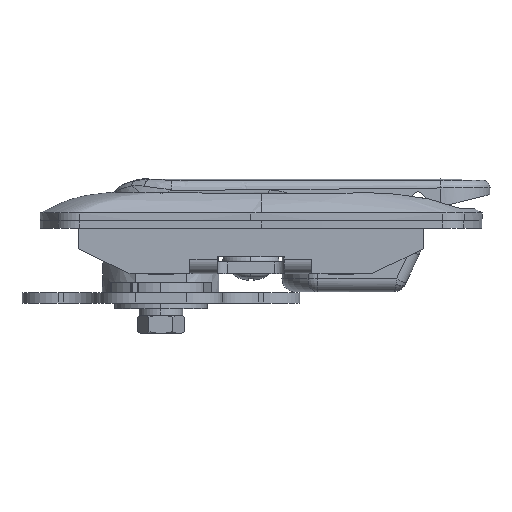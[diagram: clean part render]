
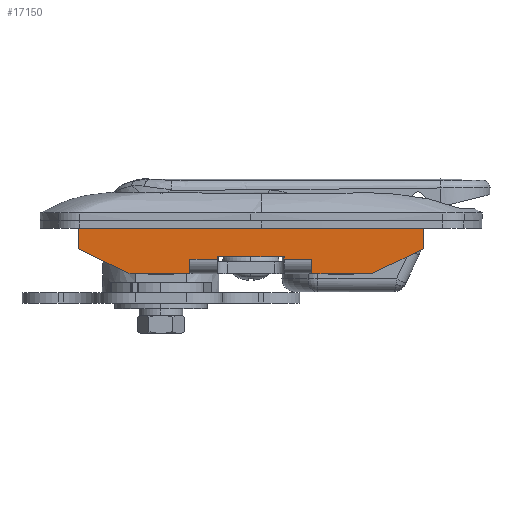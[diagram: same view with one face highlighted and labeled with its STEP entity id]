
A CAD part, left-side view. The second image highlights one B-rep face of the part: STEP entity #17150.
In plain terms, the highlighted face is planar.
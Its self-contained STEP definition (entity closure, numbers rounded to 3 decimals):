
#65 = DIRECTION ( 'NONE',  ( 0., -1., 0. ) ) ;
#70 = VERTEX_POINT ( 'NONE', #19444 ) ;
#309 = CARTESIAN_POINT ( 'NONE',  ( 14.3, -6.5, -3.3 ) ) ;
#530 = EDGE_CURVE ( 'NONE', #3111, #11934, #10632, .T. ) ;
#704 = ORIENTED_EDGE ( 'NONE', *, *, #5229, .T. ) ;
#723 = EDGE_CURVE ( 'NONE', #7909, #6504, #16787, .T. ) ;
#732 = CARTESIAN_POINT ( 'NONE',  ( 14.3, 6.5, -3.3 ) ) ;
#741 = CARTESIAN_POINT ( 'NONE',  ( 14.3, -6.5, -2.8 ) ) ;
#791 = ORIENTED_EDGE ( 'NONE', *, *, #1434, .T. ) ;
#832 = CARTESIAN_POINT ( 'NONE',  ( 14.3, -33.5, -8.8 ) ) ;
#991 = CARTESIAN_POINT ( 'NONE',  ( 14.3, -33.5, 0. ) ) ;
#1061 = LINE ( 'NONE', #6532, #14588 ) ;
#1147 = DIRECTION ( 'NONE',  ( 0., 0.902, -0.433 ) ) ;
#1291 = VERTEX_POINT ( 'NONE', #11351 ) ;
#1434 = EDGE_CURVE ( 'NONE', #12654, #6504, #15747, .T. ) ;
#1441 = VECTOR ( 'NONE', #16379, 1000. ) ;
#1606 = EDGE_CURVE ( 'NONE', #11934, #2156, #17723, .T. ) ;
#2007 = VECTOR ( 'NONE', #2848, 1000. ) ;
#2156 = VERTEX_POINT ( 'NONE', #18564 ) ;
#2720 = CARTESIAN_POINT ( 'NONE',  ( 14.3, 11.861, 0. ) ) ;
#2848 = DIRECTION ( 'NONE',  ( 0., 0., 1. ) ) ;
#2888 = CARTESIAN_POINT ( 'NONE',  ( 14.3, 33.5, 0. ) ) ;
#3023 = DIRECTION ( 'NONE',  ( -1., 0., 0. ) ) ;
#3111 = VERTEX_POINT ( 'NONE', #309 ) ;
#3202 = VERTEX_POINT ( 'NONE', #10262 ) ;
#3215 = EDGE_CURVE ( 'NONE', #3111, #19694, #12991, .T. ) ;
#3270 = CARTESIAN_POINT ( 'NONE',  ( 14.3, 33.5, -8.8 ) ) ;
#3316 = VECTOR ( 'NONE', #14391, 1000. ) ;
#4359 = LINE ( 'NONE', #6094, #19153 ) ;
#4592 = DIRECTION ( 'NONE',  ( 0., 0., 1. ) ) ;
#4729 = CARTESIAN_POINT ( 'NONE',  ( 14.3, -6.5, -3.3 ) ) ;
#4809 = ORIENTED_EDGE ( 'NONE', *, *, #723, .F. ) ;
#4854 = DIRECTION ( 'NONE',  ( 0., -1., 0. ) ) ;
#4927 = VECTOR ( 'NONE', #7838, 1000. ) ;
#5040 = ORIENTED_EDGE ( 'NONE', *, *, #20308, .T. ) ;
#5229 = EDGE_CURVE ( 'NONE', #2156, #16976, #12933, .T. ) ;
#5283 = CARTESIAN_POINT ( 'NONE',  ( 14.3, 33.5, -8.8 ) ) ;
#5316 = ORIENTED_EDGE ( 'NONE', *, *, #17172, .F. ) ;
#5445 = VECTOR ( 'NONE', #12617, 1000. ) ;
#6015 = CARTESIAN_POINT ( 'NONE',  ( 14.3, 23.5, 0. ) ) ;
#6094 = CARTESIAN_POINT ( 'NONE',  ( 14.3, 33.5, 0. ) ) ;
#6202 = LINE ( 'NONE', #2720, #2007 ) ;
#6260 = CARTESIAN_POINT ( 'NONE',  ( 14.3, 6.5, -3.3 ) ) ;
#6504 = VERTEX_POINT ( 'NONE', #832 ) ;
#6532 = CARTESIAN_POINT ( 'NONE',  ( 14.3, 33.5, 0. ) ) ;
#6689 = VERTEX_POINT ( 'NONE', #12484 ) ;
#7305 = DIRECTION ( 'NONE',  ( 0., 0., -1. ) ) ;
#7742 = EDGE_CURVE ( 'NONE', #19694, #70, #19553, .T. ) ;
#7838 = DIRECTION ( 'NONE',  ( 0., 0., -1. ) ) ;
#7909 = VERTEX_POINT ( 'NONE', #3270 ) ;
#7972 = ORIENTED_EDGE ( 'NONE', *, *, #11671, .F. ) ;
#8119 = DIRECTION ( 'NONE',  ( 0., 0., 1. ) ) ;
#8202 = LINE ( 'NONE', #6015, #19540 ) ;
#8776 = VERTEX_POINT ( 'NONE', #11755 ) ;
#9129 = VECTOR ( 'NONE', #7305, 1000. ) ;
#9496 = EDGE_CURVE ( 'NONE', #8776, #16367, #8202, .T. ) ;
#10108 = EDGE_CURVE ( 'NONE', #8776, #1291, #1061, .T. ) ;
#10242 = CARTESIAN_POINT ( 'NONE',  ( 14.3, 33.5, -2.8 ) ) ;
#10262 = CARTESIAN_POINT ( 'NONE',  ( 14.3, 11.861, -2.8 ) ) ;
#10352 = VECTOR ( 'NONE', #18654, 1000. ) ;
#10556 = AXIS2_PLACEMENT_3D ( 'NONE', #2888, #3023, #4592 ) ;
#10632 = LINE ( 'NONE', #4729, #11121 ) ;
#10941 = CARTESIAN_POINT ( 'NONE',  ( 14.3, 6.5, -3.3 ) ) ;
#11016 = CARTESIAN_POINT ( 'NONE',  ( 14.3, 33.5, 0. ) ) ;
#11090 = CARTESIAN_POINT ( 'NONE',  ( 14.3, -11.861, 0. ) ) ;
#11121 = VECTOR ( 'NONE', #8119, 1000. ) ;
#11191 = ORIENTED_EDGE ( 'NONE', *, *, #1606, .T. ) ;
#11351 = CARTESIAN_POINT ( 'NONE',  ( 14.3, 11.861, 0. ) ) ;
#11671 = EDGE_CURVE ( 'NONE', #3202, #1291, #6202, .T. ) ;
#11705 = EDGE_CURVE ( 'NONE', #12654, #6689, #11851, .T. ) ;
#11755 = CARTESIAN_POINT ( 'NONE',  ( 14.3, 23.5, 0. ) ) ;
#11851 = LINE ( 'NONE', #17165, #5445 ) ;
#11934 = VERTEX_POINT ( 'NONE', #741 ) ;
#12314 = PLANE ( 'NONE',  #10556 ) ;
#12484 = CARTESIAN_POINT ( 'NONE',  ( 14.3, -23.5, 0. ) ) ;
#12617 = DIRECTION ( 'NONE',  ( 0., 0.902, 0.433 ) ) ;
#12630 = VECTOR ( 'NONE', #18911, 1000. ) ;
#12654 = VERTEX_POINT ( 'NONE', #15396 ) ;
#12814 = EDGE_LOOP ( 'NONE', ( #7972, #14345, #17644, #16920, #20214, #11191, #704, #5040, #19410, #791, #4809, #5316, #15758, #17907 ) ) ;
#12933 = LINE ( 'NONE', #11090, #3316 ) ;
#12991 = LINE ( 'NONE', #732, #1441 ) ;
#13329 = VECTOR ( 'NONE', #19699, 1000. ) ;
#14345 = ORIENTED_EDGE ( 'NONE', *, *, #15184, .T. ) ;
#14391 = DIRECTION ( 'NONE',  ( 0., 0., 1. ) ) ;
#14446 = VECTOR ( 'NONE', #14916, 1000. ) ;
#14588 = VECTOR ( 'NONE', #4854, 1000. ) ;
#14916 = DIRECTION ( 'NONE',  ( 0., -1., 0. ) ) ;
#15184 = EDGE_CURVE ( 'NONE', #3202, #70, #16418, .T. ) ;
#15396 = CARTESIAN_POINT ( 'NONE',  ( 14.3, -33.5, -4.8 ) ) ;
#15541 = CARTESIAN_POINT ( 'NONE',  ( 14.3, 33.5, -2.8 ) ) ;
#15747 = LINE ( 'NONE', #991, #9129 ) ;
#15758 = ORIENTED_EDGE ( 'NONE', *, *, #9496, .F. ) ;
#16367 = VERTEX_POINT ( 'NONE', #19670 ) ;
#16379 = DIRECTION ( 'NONE',  ( 0., 1., 0. ) ) ;
#16418 = LINE ( 'NONE', #10242, #14446 ) ;
#16787 = LINE ( 'NONE', #5283, #13329 ) ;
#16920 = ORIENTED_EDGE ( 'NONE', *, *, #3215, .F. ) ;
#16976 = VERTEX_POINT ( 'NONE', #19916 ) ;
#17150 = ADVANCED_FACE ( 'NONE', ( #20230 ), #12314, .F. ) ;
#17165 = CARTESIAN_POINT ( 'NONE',  ( 14.3, -33.5, -4.8 ) ) ;
#17172 = EDGE_CURVE ( 'NONE', #16367, #7909, #17500, .T. ) ;
#17500 = LINE ( 'NONE', #11016, #4927 ) ;
#17644 = ORIENTED_EDGE ( 'NONE', *, *, #7742, .F. ) ;
#17723 = LINE ( 'NONE', #15541, #10352 ) ;
#17907 = ORIENTED_EDGE ( 'NONE', *, *, #10108, .T. ) ;
#18564 = CARTESIAN_POINT ( 'NONE',  ( 14.3, -11.861, -2.8 ) ) ;
#18654 = DIRECTION ( 'NONE',  ( 0., -1., 0. ) ) ;
#18911 = DIRECTION ( 'NONE',  ( 0., 0., 1. ) ) ;
#19153 = VECTOR ( 'NONE', #65, 1000. ) ;
#19410 = ORIENTED_EDGE ( 'NONE', *, *, #11705, .F. ) ;
#19444 = CARTESIAN_POINT ( 'NONE',  ( 14.3, 6.5, -2.8 ) ) ;
#19540 = VECTOR ( 'NONE', #1147, 1000. ) ;
#19553 = LINE ( 'NONE', #6260, #12630 ) ;
#19670 = CARTESIAN_POINT ( 'NONE',  ( 14.3, 33.5, -4.8 ) ) ;
#19694 = VERTEX_POINT ( 'NONE', #10941 ) ;
#19699 = DIRECTION ( 'NONE',  ( 0., -1., 0. ) ) ;
#19916 = CARTESIAN_POINT ( 'NONE',  ( 14.3, -11.861, 0. ) ) ;
#20214 = ORIENTED_EDGE ( 'NONE', *, *, #530, .T. ) ;
#20230 = FACE_OUTER_BOUND ( 'NONE', #12814, .T. ) ;
#20308 = EDGE_CURVE ( 'NONE', #16976, #6689, #4359, .T. ) ;
